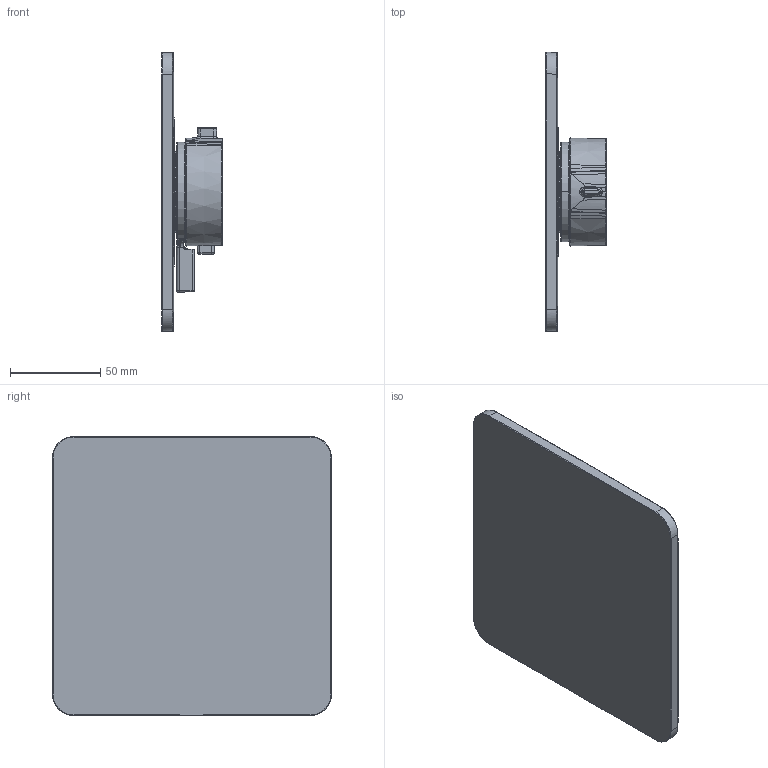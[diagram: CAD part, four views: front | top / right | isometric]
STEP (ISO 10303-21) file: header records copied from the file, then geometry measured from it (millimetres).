
FILE_DESCRIPTION(('3DEXPERIENCE STEP','CAx-IF Rec.Pracs.--- Model Styling and Organization---1.5--- 2016-08-15','CAx-IF Rec.Pracs.---Supplemental Geometry---1.0---2011-11-01','CAx-IF Rec.Pracs.--- Composite Materials ---3.4---2017-06-13','CAx-IF Rec.Pracs.---Tessellated 3D Geometry---1.0---2015-12-17'),'2;1');
FILE_NAME('prd-HG-00645871.stp','2024-02-27T20:06:01+00:00',('none'),('none'),'3DEXPERIENCE Platform3DEXPERIENCE R2023x HotFix 5','3DEXPERIENCE Platform STEP AP242 v2','none');
FILE_SCHEMA(('AP242_MANAGED_MODEL_BASED_3D_ENGINEERING_MIM_LF {1 0 10303 442 1 1 4}'));
Length unit declared in the file: millimetre
Products named in the file (7): P-2_HG_Ecostat_Comf_Q_Therm_UP_1_Verbr; P-2_Volumengriff_ECOBOXN_KVZ35; P-2_Traegerrosette_ECOBOXN; P-2_Thermostatgriff_iBox_next_T30; P-2_Thermostatgriff_iBox_Next_T30; V5_P_2_Taste_Therm.griff_Select_iBox_Next; P-2_Sichtrosette_softcube_1V_ECOBOXN
Assembly tree (6 placements, depth 3):
  P-2_HG_Ecostat_Comf_Q_Therm_UP_1_Verbr
    P-2_Volumengriff_ECOBOXN_KVZ35
    P-2_Traegerrosette_ECOBOXN
    P-2_Thermostatgriff_iBox_next_T30
      P-2_Thermostatgriff_iBox_Next_T30
      V5_P_2_Taste_Therm.griff_Select_iBox_Next
    P-2_Sichtrosette_softcube_1V_ECOBOXN
Bounding box: 33.85 x 155 x 155 mm (x, y, z)
Volume: 238338.2 mm3; surface area: 72448.3 mm2
Topology: 5 solids, 5 shells, 304 faces, 724 edges, 419 vertices
Faces by surface type: bspline 129, cylinder 61, plane 57, torus 33, cone 16, sphere 8
Entity records: 14472 total; most frequent: CARTESIAN_POINT 8692, ORIENTED_EDGE 1422, EDGE_CURVE 711, DIRECTION 669, VERTEX_POINT 419, B_SPLINE_CURVE_WITH_KNOTS 396, AXIS2_PLACEMENT_3D 360, EDGE_LOOP 306
